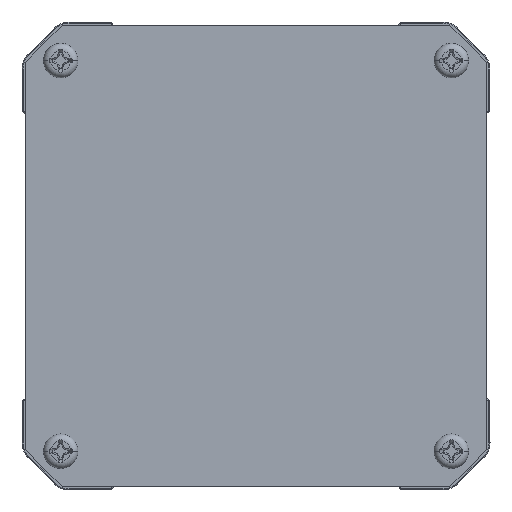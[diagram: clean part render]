
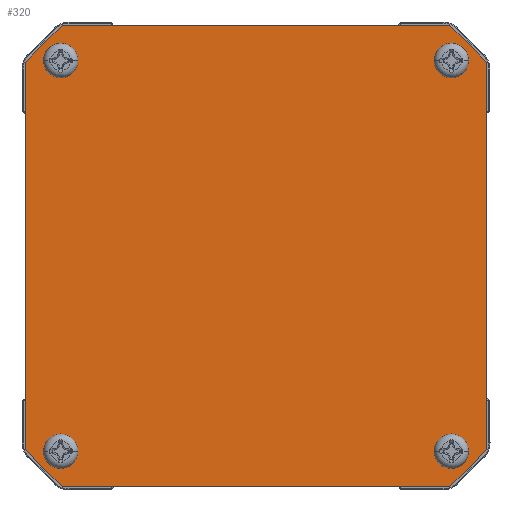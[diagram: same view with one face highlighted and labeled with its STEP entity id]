
A CAD part, top view. The second image highlights one B-rep face of the part: STEP entity #320.
In plain terms, the highlighted planar face has unit normal (0, 0, 1).
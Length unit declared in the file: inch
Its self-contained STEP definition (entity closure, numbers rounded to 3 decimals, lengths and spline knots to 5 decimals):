
#1=CARTESIAN_POINT('',(-1.81609,1.81609,0.));
#2=DIRECTION('',(0.,0.,-1.));
#3=DIRECTION('',(1.,0.,0.));
#4=AXIS2_PLACEMENT_3D('',#1,#2,#3);
#6=CARTESIAN_POINT('',(-1.81609,1.81609,0.));
#7=DIRECTION('',(0.,0.,-1.));
#8=DIRECTION('',(-1.,0.,0.));
#9=AXIS2_PLACEMENT_3D('',#6,#7,#8);
#11=CARTESIAN_POINT('',(1.81609,1.81609,0.));
#12=DIRECTION('',(0.,0.,-1.));
#13=DIRECTION('',(1.,0.,0.));
#14=AXIS2_PLACEMENT_3D('',#11,#12,#13);
#16=CARTESIAN_POINT('',(1.81609,1.81609,0.));
#17=DIRECTION('',(0.,0.,-1.));
#18=DIRECTION('',(-1.,0.,0.));
#19=AXIS2_PLACEMENT_3D('',#16,#17,#18);
#21=CARTESIAN_POINT('',(-1.81609,-1.81609,0.));
#22=DIRECTION('',(0.,0.,-1.));
#23=DIRECTION('',(1.,0.,0.));
#24=AXIS2_PLACEMENT_3D('',#21,#22,#23);
#26=CARTESIAN_POINT('',(-1.81609,-1.81609,0.));
#27=DIRECTION('',(0.,0.,-1.));
#28=DIRECTION('',(-1.,0.,0.));
#29=AXIS2_PLACEMENT_3D('',#26,#27,#28);
#31=CARTESIAN_POINT('',(1.81609,-1.81609,0.));
#32=DIRECTION('',(0.,0.,-1.));
#33=DIRECTION('',(1.,0.,0.));
#34=AXIS2_PLACEMENT_3D('',#31,#32,#33);
#36=CARTESIAN_POINT('',(1.81609,-1.81609,0.));
#37=DIRECTION('',(0.,0.,-1.));
#38=DIRECTION('',(-1.,0.,0.));
#39=AXIS2_PLACEMENT_3D('',#36,#37,#38);
#41=DIRECTION('',(-0.707,0.707,0.));
#42=VECTOR('',#41,0.48508);
#43=CARTESIAN_POINT('',(2.145,1.802,0.));
#44=LINE('',#43,#42);
#45=DIRECTION('',(0.,1.,0.));
#46=VECTOR('',#45,3.604);
#47=CARTESIAN_POINT('',(2.145,-1.802,0.));
#48=LINE('',#47,#46);
#49=DIRECTION('',(0.707,0.707,0.));
#50=VECTOR('',#49,0.48508);
#51=CARTESIAN_POINT('',(1.802,-2.145,0.));
#52=LINE('',#51,#50);
#53=DIRECTION('',(1.,0.,0.));
#54=VECTOR('',#53,3.604);
#55=CARTESIAN_POINT('',(-1.802,-2.145,0.));
#56=LINE('',#55,#54);
#57=DIRECTION('',(0.707,-0.707,0.));
#58=VECTOR('',#57,0.48508);
#59=CARTESIAN_POINT('',(-2.145,-1.802,0.));
#60=LINE('',#59,#58);
#61=DIRECTION('',(0.,-1.,0.));
#62=VECTOR('',#61,3.604);
#63=CARTESIAN_POINT('',(-2.145,1.802,0.));
#64=LINE('',#63,#62);
#65=DIRECTION('',(-0.707,-0.707,0.));
#66=VECTOR('',#65,0.48508);
#67=CARTESIAN_POINT('',(-1.802,2.145,0.));
#68=LINE('',#67,#66);
#69=DIRECTION('',(-1.,0.,0.));
#70=VECTOR('',#69,3.604);
#71=CARTESIAN_POINT('',(1.802,2.145,0.));
#72=LINE('',#71,#70);
#209=CARTESIAN_POINT('',(-1.71909,1.81609,0.));
#210=CARTESIAN_POINT('',(-1.91309,1.81609,0.));
#211=VERTEX_POINT('',#209);
#212=VERTEX_POINT('',#210);
#213=CARTESIAN_POINT('',(1.91309,1.81609,0.));
#214=CARTESIAN_POINT('',(1.71909,1.81609,0.));
#215=VERTEX_POINT('',#213);
#216=VERTEX_POINT('',#214);
#217=CARTESIAN_POINT('',(-1.71909,-1.81609,0.));
#218=CARTESIAN_POINT('',(-1.91309,-1.81609,0.));
#219=VERTEX_POINT('',#217);
#220=VERTEX_POINT('',#218);
#221=CARTESIAN_POINT('',(1.91309,-1.81609,0.));
#222=CARTESIAN_POINT('',(1.71909,-1.81609,0.));
#223=VERTEX_POINT('',#221);
#224=VERTEX_POINT('',#222);
#245=CARTESIAN_POINT('',(2.145,1.802,0.));
#246=VERTEX_POINT('',#245);
#247=CARTESIAN_POINT('',(1.802,2.145,0.));
#248=VERTEX_POINT('',#247);
#253=CARTESIAN_POINT('',(-1.802,2.145,0.));
#254=VERTEX_POINT('',#253);
#255=CARTESIAN_POINT('',(-2.145,1.802,0.));
#256=VERTEX_POINT('',#255);
#261=CARTESIAN_POINT('',(-2.145,-1.802,0.));
#262=VERTEX_POINT('',#261);
#263=CARTESIAN_POINT('',(-1.802,-2.145,0.));
#264=VERTEX_POINT('',#263);
#269=CARTESIAN_POINT('',(1.802,-2.145,0.));
#270=VERTEX_POINT('',#269);
#271=CARTESIAN_POINT('',(2.145,-1.802,0.));
#272=VERTEX_POINT('',#271);
#273=CARTESIAN_POINT('',(0.,0.,0.));
#274=DIRECTION('',(0.,0.,1.));
#275=DIRECTION('',(1.,0.,0.));
#276=AXIS2_PLACEMENT_3D('',#273,#274,#275);
#277=PLANE('',#276);
#279=ORIENTED_EDGE('',*,*,#278,.F.);
#281=ORIENTED_EDGE('',*,*,#280,.F.);
#283=ORIENTED_EDGE('',*,*,#282,.F.);
#285=ORIENTED_EDGE('',*,*,#284,.F.);
#287=ORIENTED_EDGE('',*,*,#286,.F.);
#289=ORIENTED_EDGE('',*,*,#288,.F.);
#291=ORIENTED_EDGE('',*,*,#290,.F.);
#293=ORIENTED_EDGE('',*,*,#292,.F.);
#294=EDGE_LOOP('',(#279,#281,#283,#285,#287,#289,#291,#293));
#295=FACE_OUTER_BOUND('',#294,.F.);
#297=ORIENTED_EDGE('',*,*,#296,.F.);
#299=ORIENTED_EDGE('',*,*,#298,.F.);
#300=EDGE_LOOP('',(#297,#299));
#301=FACE_BOUND('',#300,.F.);
#303=ORIENTED_EDGE('',*,*,#302,.F.);
#305=ORIENTED_EDGE('',*,*,#304,.F.);
#306=EDGE_LOOP('',(#303,#305));
#307=FACE_BOUND('',#306,.F.);
#309=ORIENTED_EDGE('',*,*,#308,.F.);
#311=ORIENTED_EDGE('',*,*,#310,.F.);
#312=EDGE_LOOP('',(#309,#311));
#313=FACE_BOUND('',#312,.F.);
#315=ORIENTED_EDGE('',*,*,#314,.F.);
#317=ORIENTED_EDGE('',*,*,#316,.F.);
#318=EDGE_LOOP('',(#315,#317));
#319=FACE_BOUND('',#318,.F.);
#320=ADVANCED_FACE('',(#295,#301,#307,#313,#319),#277,.T.);
#5=CIRCLE('',#4,0.097);
#10=CIRCLE('',#9,0.097);
#15=CIRCLE('',#14,0.097);
#20=CIRCLE('',#19,0.097);
#25=CIRCLE('',#24,0.097);
#30=CIRCLE('',#29,0.097);
#35=CIRCLE('',#34,0.097);
#40=CIRCLE('',#39,0.097);
#278=EDGE_CURVE('',#246,#248,#44,.T.);
#280=EDGE_CURVE('',#272,#246,#48,.T.);
#282=EDGE_CURVE('',#270,#272,#52,.T.);
#284=EDGE_CURVE('',#264,#270,#56,.T.);
#286=EDGE_CURVE('',#262,#264,#60,.T.);
#288=EDGE_CURVE('',#256,#262,#64,.T.);
#290=EDGE_CURVE('',#254,#256,#68,.T.);
#292=EDGE_CURVE('',#248,#254,#72,.T.);
#296=EDGE_CURVE('',#215,#216,#15,.T.);
#298=EDGE_CURVE('',#216,#215,#20,.T.);
#302=EDGE_CURVE('',#219,#220,#25,.T.);
#304=EDGE_CURVE('',#220,#219,#30,.T.);
#308=EDGE_CURVE('',#223,#224,#35,.T.);
#310=EDGE_CURVE('',#224,#223,#40,.T.);
#314=EDGE_CURVE('',#211,#212,#5,.T.);
#316=EDGE_CURVE('',#212,#211,#10,.T.);
